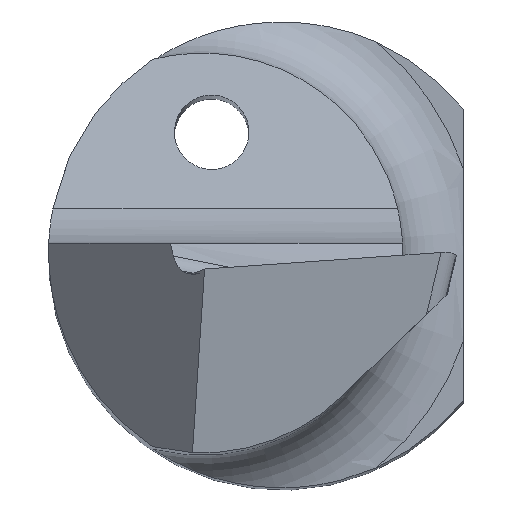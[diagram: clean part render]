
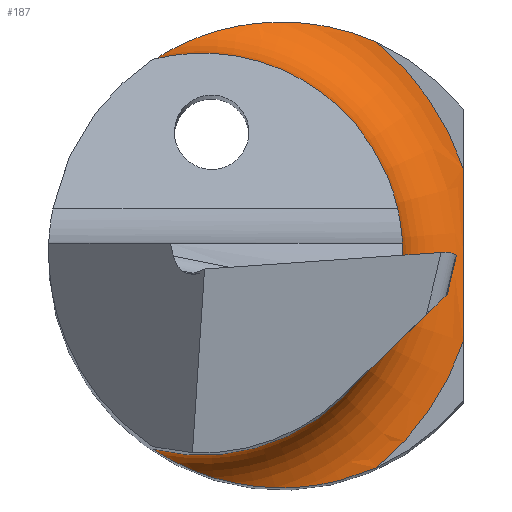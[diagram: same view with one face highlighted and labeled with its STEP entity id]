
A CAD part, top view. The second image highlights one B-rep face of the part: STEP entity #187.
In plain terms, the highlighted toroidal (fillet/blend) face has major radius 2.95 mm and minor radius 0.8 mm.
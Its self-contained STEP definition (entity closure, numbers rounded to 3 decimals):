
#10 = CARTESIAN_POINT ( 'NONE',  ( 1.95, -0.929, 15. ) ) ;
#20 = CARTESIAN_POINT ( 'NONE',  ( -0.106, -2.5, 15.076 ) ) ;
#42 = ORIENTED_EDGE ( 'NONE', *, *, #83, .F. ) ;
#56 = CARTESIAN_POINT ( 'NONE',  ( -1.068, 2.263, 15.373 ) ) ;
#83 = EDGE_CURVE ( 'NONE', #708, #864, #876, .T. ) ;
#88 = CARTESIAN_POINT ( 'NONE',  ( -1.312, -2.128, 15.585 ) ) ;
#124 = AXIS2_PLACEMENT_3D ( 'NONE', #295, #508, #357 ) ;
#132 = EDGE_CURVE ( 'NONE', #864, #846, #677, .T. ) ;
#159 = CARTESIAN_POINT ( 'NONE',  ( -1.068, -2.263, 15.372 ) ) ;
#164 = CARTESIAN_POINT ( 'NONE',  ( -1.382, -2.083, 15.8 ) ) ;
#166 = VERTEX_POINT ( 'NONE', #737 ) ;
#167 = CARTESIAN_POINT ( 'NONE',  ( -1.382, 2.083, 15.8 ) ) ;
#187 = ADVANCED_FACE ( 'NONE', ( #682 ), #563, .F. ) ;
#192 = CARTESIAN_POINT ( 'NONE',  ( 1.018, 2.284, 15. ) ) ;
#198 = CARTESIAN_POINT ( 'NONE',  ( 1.95, -0.929, 15. ) ) ;
#211 = EDGE_CURVE ( 'NONE', #490, #703, #615, .T. ) ;
#225 = B_SPLINE_CURVE_WITH_KNOTS ( 'NONE', 3,
 ( #316, #870, #274, #775, #328, #522, #56, #447, #705, #699, #251, #781, #594, #263, #791, #192 ),
 .UNSPECIFIED., .F., .F.,
 ( 4, 2, 2, 2, 2, 2, 2, 4 ),
 ( 0., 0., 0., 0.001, 0.001, 0.001, 0.002, 0.003 ),
 .UNSPECIFIED. ) ;
#228 = CARTESIAN_POINT ( 'NONE',  ( 0.583, -2.442, 15.007 ) ) ;
#244 = EDGE_CURVE ( 'NONE', #846, #490, #833, .T. ) ;
#251 = CARTESIAN_POINT ( 'NONE',  ( -0.447, 2.462, 15.142 ) ) ;
#263 = CARTESIAN_POINT ( 'NONE',  ( 0.578, 2.443, 15.007 ) ) ;
#273 = ORIENTED_EDGE ( 'NONE', *, *, #582, .F. ) ;
#274 = CARTESIAN_POINT ( 'NONE',  ( -1.365, 2.095, 15.684 ) ) ;
#285 = ORIENTED_EDGE ( 'NONE', *, *, #211, .F. ) ;
#295 = CARTESIAN_POINT ( 'NONE',  ( -0.85, 0., 15.8 ) ) ;
#303 = CARTESIAN_POINT ( 'NONE',  ( -0.872, -2.345, 15.275 ) ) ;
#307 = CARTESIAN_POINT ( 'NONE',  ( -0.443, -2.463, 15.141 ) ) ;
#316 = CARTESIAN_POINT ( 'NONE',  ( -1.382, 2.083, 15.8 ) ) ;
#326 = CIRCLE ( 'NONE', #391, 2.95 ) ;
#328 = CARTESIAN_POINT ( 'NONE',  ( -1.277, 2.15, 15.543 ) ) ;
#335 = CARTESIAN_POINT ( 'NONE',  ( 1.95, 0.31, 15.014 ) ) ;
#341 = CARTESIAN_POINT ( 'NONE',  ( 1.018, -2.284, 15. ) ) ;
#348 = CARTESIAN_POINT ( 'NONE',  ( 1.95, 0.619, 15. ) ) ;
#357 = DIRECTION ( 'NONE',  ( 1., 0., 0. ) ) ;
#362 = CARTESIAN_POINT ( 'NONE',  ( -1.365, -2.095, 15.684 ) ) ;
#365 = CARTESIAN_POINT ( 'NONE',  ( 1.018, -2.284, 15. ) ) ;
#373 = CARTESIAN_POINT ( 'NONE',  ( -0.219, -2.493, 15.095 ) ) ;
#379 = ORIENTED_EDGE ( 'NONE', *, *, #244, .F. ) ;
#391 = AXIS2_PLACEMENT_3D ( 'NONE', #398, #662, #547 ) ;
#398 = CARTESIAN_POINT ( 'NONE',  ( -0.85, 0., 15. ) ) ;
#412 = DIRECTION ( 'NONE',  ( 1., 0., 0. ) ) ;
#415 = CARTESIAN_POINT ( 'NONE',  ( -1.382, -2.083, 15.8 ) ) ;
#447 = CARTESIAN_POINT ( 'NONE',  ( -0.874, 2.344, 15.276 ) ) ;
#483 = CARTESIAN_POINT ( 'NONE',  ( -0.85, 0., 15. ) ) ;
#490 = VERTEX_POINT ( 'NONE', #415 ) ;
#503 = CARTESIAN_POINT ( 'NONE',  ( -0.769, -2.381, 15.236 ) ) ;
#508 = DIRECTION ( 'NONE',  ( 0., 0., 1. ) ) ;
#522 = CARTESIAN_POINT ( 'NONE',  ( -1.161, 2.216, 15.43 ) ) ;
#527 = AXIS2_PLACEMENT_3D ( 'NONE', #483, #603, #412 ) ;
#547 = DIRECTION ( 'NONE',  ( 1., 0., 0. ) ) ;
#562 = CARTESIAN_POINT ( 'NONE',  ( 0.804, -2.379, 15. ) ) ;
#563 = TOROIDAL_SURFACE ( 'NONE', #124, 2.95, 0.8 ) ;
#566 = CARTESIAN_POINT ( 'NONE',  ( -0.85, 0., 15.8 ) ) ;
#582 = EDGE_CURVE ( 'NONE', #166, #708, #326, .T. ) ;
#594 = CARTESIAN_POINT ( 'NONE',  ( 0.123, 2.508, 15.043 ) ) ;
#603 = DIRECTION ( 'NONE',  ( 0., 0., -1. ) ) ;
#611 = CARTESIAN_POINT ( 'NONE',  ( 1.95, -0.31, 15.014 ) ) ;
#615 = CIRCLE ( 'NONE', #823, 2.15 ) ;
#621 = CARTESIAN_POINT ( 'NONE',  ( 1.95, 0.929, 15. ) ) ;
#623 = CARTESIAN_POINT ( 'NONE',  ( -1.161, -2.216, 15.43 ) ) ;
#634 = CARTESIAN_POINT ( 'NONE',  ( 0.123, -2.5, 15.046 ) ) ;
#641 = CARTESIAN_POINT ( 'NONE',  ( -1.277, -2.15, 15.543 ) ) ;
#662 = DIRECTION ( 'NONE',  ( 0., 0., -1. ) ) ;
#677 = CIRCLE ( 'NONE', #527, 2.95 ) ;
#682 = FACE_OUTER_BOUND ( 'NONE', #693, .T. ) ;
#693 = EDGE_LOOP ( 'NONE', ( #42, #273, #712, #285, #379, #813 ) ) ;
#695 = CARTESIAN_POINT ( 'NONE',  ( -0.555, -2.44, 15.169 ) ) ;
#699 = CARTESIAN_POINT ( 'NONE',  ( -0.556, 2.44, 15.169 ) ) ;
#703 = VERTEX_POINT ( 'NONE', #167 ) ;
#705 = CARTESIAN_POINT ( 'NONE',  ( -0.77, 2.381, 15.236 ) ) ;
#708 = VERTEX_POINT ( 'NONE', #755 ) ;
#712 = ORIENTED_EDGE ( 'NONE', *, *, #793, .F. ) ;
#737 = CARTESIAN_POINT ( 'NONE',  ( 1.018, 2.284, 15. ) ) ;
#755 = CARTESIAN_POINT ( 'NONE',  ( 1.95, 0.929, 15. ) ) ;
#761 = CARTESIAN_POINT ( 'NONE',  ( -1.382, -2.083, 15.741 ) ) ;
#770 = DIRECTION ( 'NONE',  ( 0., 0., 1. ) ) ;
#775 = CARTESIAN_POINT ( 'NONE',  ( -1.312, 2.128, 15.585 ) ) ;
#781 = CARTESIAN_POINT ( 'NONE',  ( -0.111, 2.508, 15.072 ) ) ;
#791 = CARTESIAN_POINT ( 'NONE',  ( 0.805, 2.378, 15. ) ) ;
#793 = EDGE_CURVE ( 'NONE', #703, #166, #225, .T. ) ;
#801 = CARTESIAN_POINT ( 'NONE',  ( 1.95, -0.619, 15. ) ) ;
#813 = ORIENTED_EDGE ( 'NONE', *, *, #132, .F. ) ;
#819 = CARTESIAN_POINT ( 'NONE',  ( 0.24, -2.491, 15.034 ) ) ;
#823 = AXIS2_PLACEMENT_3D ( 'NONE', #566, #770, #832 ) ;
#832 = DIRECTION ( 'NONE',  ( 1., 0., 0. ) ) ;
#833 = B_SPLINE_CURVE_WITH_KNOTS ( 'NONE', 3,
 ( #365, #562, #228, #819, #634, #20, #373, #307, #695, #503, #303, #159, #623, #641, #88, #362, #761, #164 ),
 .UNSPECIFIED., .F., .F.,
 ( 4, 2, 2, 2, 2, 2, 2, 2, 4 ),
 ( 0., 0.001, 0.001, 0.001, 0.002, 0.002, 0.002, 0.003, 0.003 ),
 .UNSPECIFIED. ) ;
#846 = VERTEX_POINT ( 'NONE', #341 ) ;
#864 = VERTEX_POINT ( 'NONE', #10 ) ;
#870 = CARTESIAN_POINT ( 'NONE',  ( -1.382, 2.083, 15.741 ) ) ;
#876 = B_SPLINE_CURVE_WITH_KNOTS ( 'NONE', 3,
 ( #621, #348, #335, #611, #801, #198 ),
 .UNSPECIFIED., .F., .F.,
 ( 4, 2, 4 ),
 ( 0., 0.001, 0.002 ),
 .UNSPECIFIED. ) ;
